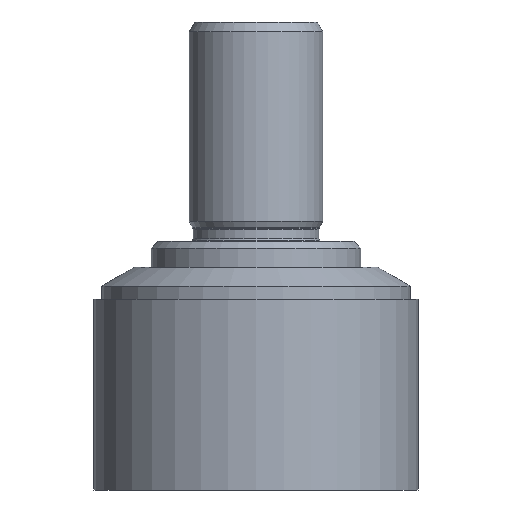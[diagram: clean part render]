
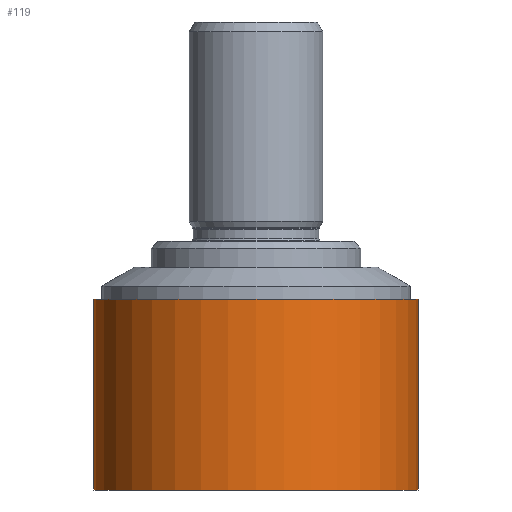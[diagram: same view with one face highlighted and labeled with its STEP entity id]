
A CAD part, front view. The second image highlights one B-rep face of the part: STEP entity #119.
In plain terms, the highlighted cylindrical face has radius 8.5 mm (diameter 17 mm), a full revolution.
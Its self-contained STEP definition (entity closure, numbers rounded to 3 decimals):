
#59=CYLINDRICAL_SURFACE('',#306,8.5);
#92=FACE_BOUND('',#163,.T.);
#93=FACE_BOUND('',#164,.T.);
#119=ADVANCED_FACE('',(#92,#93),#59,.T.);
#163=EDGE_LOOP('',(#203));
#164=EDGE_LOOP('',(#204));
#203=ORIENTED_EDGE('',*,*,#249,.F.);
#204=ORIENTED_EDGE('',*,*,#251,.T.);
#229=VERTEX_POINT('',#440);
#231=VERTEX_POINT('',#446);
#249=EDGE_CURVE('',#229,#229,#269,.T.);
#251=EDGE_CURVE('',#231,#231,#271,.T.);
#269=CIRCLE('',#300,8.5);
#271=CIRCLE('',#304,8.5);
#300=AXIS2_PLACEMENT_3D('',#439,#364,#365);
#304=AXIS2_PLACEMENT_3D('',#445,#372,#373);
#306=AXIS2_PLACEMENT_3D('',#448,#376,#377);
#364=DIRECTION('',(0.,0.,1.));
#365=DIRECTION('',(1.,0.,0.));
#372=DIRECTION('',(0.,0.,1.));
#373=DIRECTION('',(1.,0.,0.));
#376=DIRECTION('',(0.,0.,1.));
#377=DIRECTION('',(1.,0.,0.));
#439=CARTESIAN_POINT('',(0.,0.,-3.028));
#440=CARTESIAN_POINT('',(8.5,0.,-3.028));
#445=CARTESIAN_POINT('',(0.,0.,-13.028));
#446=CARTESIAN_POINT('',(8.5,0.,-13.028));
#448=CARTESIAN_POINT('',(0.,0.,-12.851));
